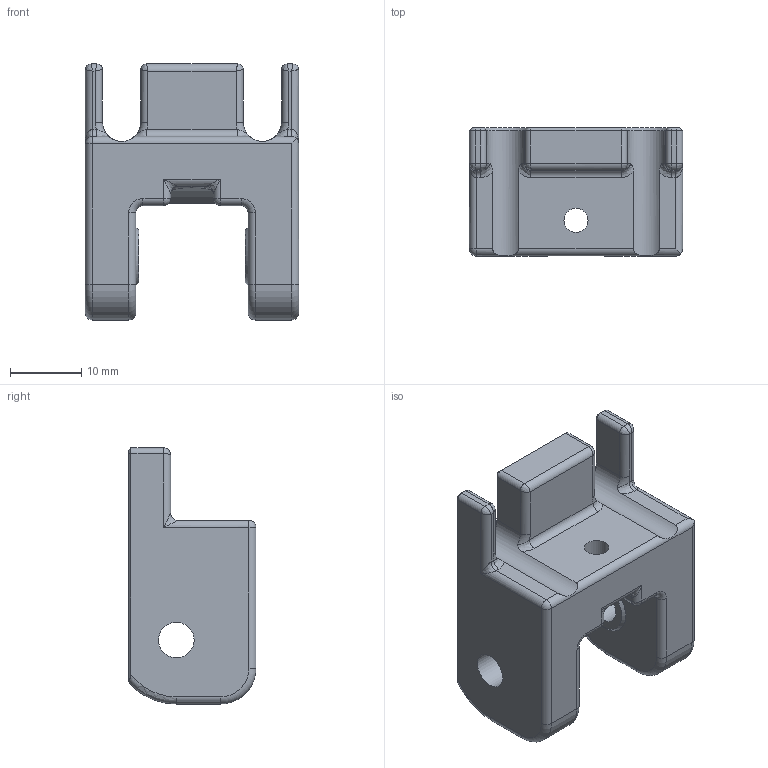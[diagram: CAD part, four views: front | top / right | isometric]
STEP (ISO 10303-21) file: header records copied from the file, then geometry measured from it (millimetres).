
FILE_DESCRIPTION(/* description */ (''),/* implementation_level */ '2;1');
FILE_NAME(/* name */ 'Z Idler Rear 2040 v2.step',/* time_stamp */ '2023-01-11T18:57:58-07:00',/* author */ (''),/* organization */ (''),/* preprocessor_version */ 'ST-DEVELOPER v19.2',/* originating_system */ 'Autodesk Translation Framework v11.17.0.187',/* authorisation */ '');
FILE_SCHEMA (('AUTOMOTIVE_DESIGN { 1 0 10303 214 3 1 1 }'));
Length unit declared in the file: millimetre
Products named in the file (2): Z Idler Rear 2040; Z Tensioner 9mm (2) (1)
Assembly tree (1 placements, depth 2):
  Z Idler Rear 2040
    Z Tensioner 9mm (2) (1)
Bounding box: 30 x 18 x 36.03 mm (x, y, z)
Volume: 9368.4 mm3; surface area: 4385.4 mm2
Topology: 1 solids, 1 shells, 150 faces, 355 edges, 195 vertices
Faces by surface type: cylinder 53, plane 41, bspline 23, torus 20, cone 10, sphere 3
Full cylindrical faces by diameter (mm): 3.4 x1, 5 x2, 6 x1
Entity records: 8875 total; most frequent: CARTESIAN_POINT 2933, DIRECTION 1239, ORIENTED_EDGE 1224, EDGE_CURVE 613, AXIS2_PLACEMENT_3D 460, VERTEX_POINT 371, LINE 319, VECTOR 319
